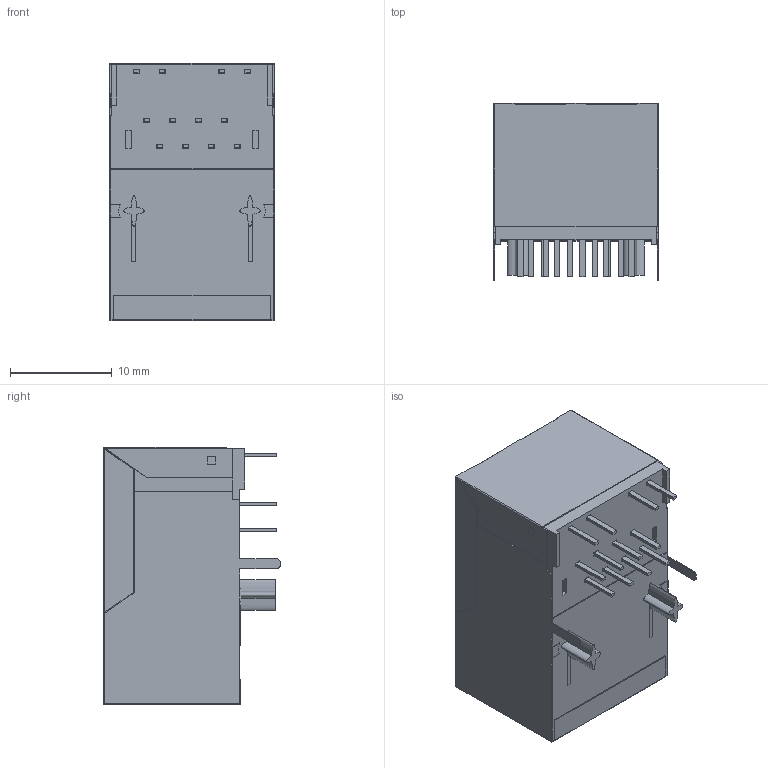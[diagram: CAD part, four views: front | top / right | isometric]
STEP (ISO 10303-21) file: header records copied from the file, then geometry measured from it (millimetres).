
FILE_DESCRIPTION (( 'STEP AP214' ), '1' );
FILE_NAME ('7499010121A.STEP', '2022-04-29T06:14:51', ( '' ), ( '' ), 'SwSTEP 2.0', 'SolidWorks 2018', '' );
FILE_SCHEMA (( 'AUTOMOTIVE_DESIGN' ));
Length unit declared in the file: millimetre
Products named in the file (1): 7499010121A
Bounding box: 16.2 x 17.4 x 25.3 mm (x, y, z)
Volume: 2667.3 mm3; surface area: 3878.4 mm2
Topology: 16 solids, 16 shells, 444 faces, 1186 edges, 786 vertices
Faces by surface type: plane 385, cylinder 46, bspline 13
Entity records: 17742 total; most frequent: CARTESIAN_POINT 2647, ORIENTED_EDGE 2372, DIRECTION 2100, EDGE_CURVE 1186, LINE 1060, VECTOR 1060, VERTEX_POINT 786, AXIS2_PLACEMENT_3D 520
